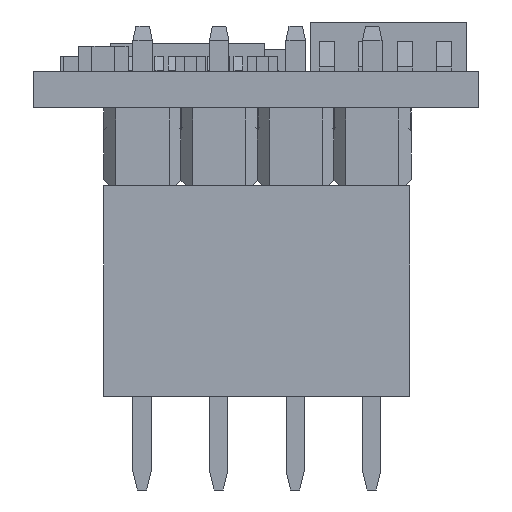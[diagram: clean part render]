
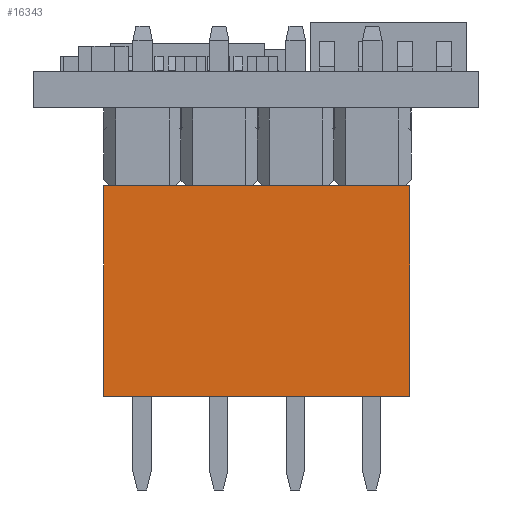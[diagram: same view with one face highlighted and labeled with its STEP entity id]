
A CAD part, front view. The second image highlights one B-rep face of the part: STEP entity #16343.
In plain terms, the highlighted face is planar.
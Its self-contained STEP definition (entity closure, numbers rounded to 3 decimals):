
#1395=PLANE('',#17368);
#2410=FACE_OUTER_BOUND('',#3279,.T.);
#3279=EDGE_LOOP('',(#15442,#15443,#15444,#15445));
#5140=LINE('',#27125,#7007);
#5141=LINE('',#27127,#7008);
#5142=LINE('',#27129,#7009);
#5143=LINE('',#27130,#7010);
#7007=VECTOR('',#20923,10.);
#7008=VECTOR('',#20924,1.);
#7009=VECTOR('',#20925,1.);
#7010=VECTOR('',#20926,1.);
#8718=VERTEX_POINT('',#27123);
#8719=VERTEX_POINT('',#27124);
#8720=VERTEX_POINT('',#27126);
#8721=VERTEX_POINT('',#27128);
#10978=EDGE_CURVE('',#8718,#8719,#5140,.T.);
#10979=EDGE_CURVE('',#8720,#8718,#5141,.T.);
#10980=EDGE_CURVE('',#8721,#8720,#5142,.T.);
#10981=EDGE_CURVE('',#8721,#8719,#5143,.T.);
#15442=ORIENTED_EDGE('',*,*,#10978,.F.);
#15443=ORIENTED_EDGE('',*,*,#10979,.F.);
#15444=ORIENTED_EDGE('',*,*,#10980,.F.);
#15445=ORIENTED_EDGE('',*,*,#10981,.T.);
#16343=ADVANCED_FACE('',(#2410),#1395,.F.);
#17368=AXIS2_PLACEMENT_3D('',#27122,#20921,#20922);
#20921=DIRECTION('center_axis',(0.,0.,
-1.));
#20922=DIRECTION('ref_axis',(1.,0.,0.));
#20923=DIRECTION('',(0.,-1.,0.));
#20924=DIRECTION('',(1.,0.,0.));
#20925=DIRECTION('',(0.,1.,0.));
#20926=DIRECTION('',(1.,0.,0.));
#27122=CARTESIAN_POINT('Origin',(-6.3,-0.03,
1.25));
#27123=CARTESIAN_POINT('',(3.86,6.97,1.25));
#27124=CARTESIAN_POINT('',(3.86,-0.03,1.25));
#27125=CARTESIAN_POINT('',(3.86,0.945,1.25));
#27126=CARTESIAN_POINT('',(-6.3,6.97,1.25));
#27127=CARTESIAN_POINT('',(-6.3,6.97,1.25));
#27128=CARTESIAN_POINT('',(-6.3,-0.03,1.25));
#27129=CARTESIAN_POINT('',(-6.3,-0.03,1.25));
#27130=CARTESIAN_POINT('',(-6.3,-0.03,1.25));
